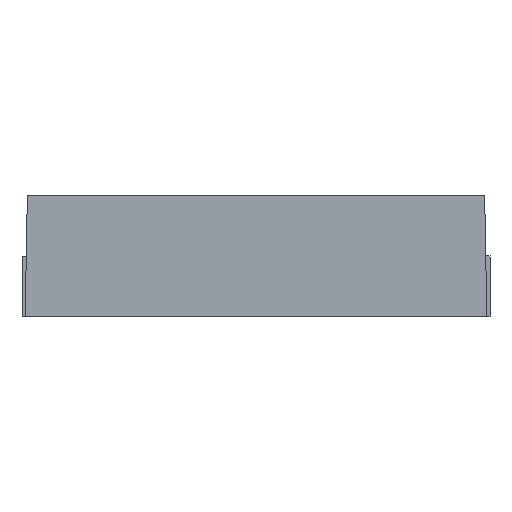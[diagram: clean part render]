
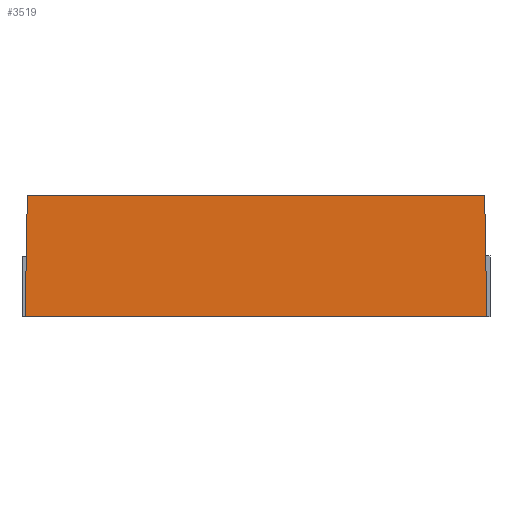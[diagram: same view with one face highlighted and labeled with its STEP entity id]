
A CAD part, front view. The second image highlights one B-rep face of the part: STEP entity #3519.
In plain terms, the highlighted face is planar.
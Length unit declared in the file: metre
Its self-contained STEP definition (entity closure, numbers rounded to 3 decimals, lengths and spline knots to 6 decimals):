
#578=ORIENTED_EDGE('',*,*,#1096,.F.);
#579=ORIENTED_EDGE('',*,*,#1097,.F.);
#580=ORIENTED_EDGE('',*,*,#1098,.T.);
#581=ORIENTED_EDGE('',*,*,#1073,.T.);
#582=ORIENTED_EDGE('',*,*,#1099,.T.);
#1073=EDGE_CURVE('',#1333,#1335,#1631,.T.);
#1096=EDGE_CURVE('',#1354,#1355,#1654,.T.);
#1097=EDGE_CURVE('',#1356,#1354,#1655,.T.);
#1098=EDGE_CURVE('',#1356,#1333,#1656,.T.);
#1099=EDGE_CURVE('',#1335,#1355,#1657,.T.);
#1333=VERTEX_POINT('',#5322);
#1335=VERTEX_POINT('',#5331);
#1354=VERTEX_POINT('',#5386);
#1355=VERTEX_POINT('',#5387);
#1356=VERTEX_POINT('',#5389);
#1631=LINE('',#5336,#1953);
#1654=LINE('',#5385,#1976);
#1655=LINE('',#5388,#1977);
#1656=LINE('',#5390,#1978);
#1657=LINE('',#5391,#1979);
#1953=VECTOR('',#4124,1.);
#1976=VECTOR('',#4165,1.);
#1977=VECTOR('',#4166,1.);
#1978=VECTOR('',#4167,1.);
#1979=VECTOR('',#4168,1.);
#2137=EDGE_LOOP('',(#578,#579,#580,#581,#582));
#2289=FACE_BOUND('',#2137,.T.);
#2422=PLANE('',#3651);
#3519=ADVANCED_FACE('',(#2289),#2422,.T.);
#3651=AXIS2_PLACEMENT_3D('',#5384,#4163,#4164);
#4124=DIRECTION('',(1.,0.,0.));
#4163=DIRECTION('',(0.,1.,0.017));
#4164=DIRECTION('',(0.,-0.017,1.));
#4165=DIRECTION('',(1.,0.,0.));
#4166=DIRECTION('',(-0.017,0.017,-1.));
#4167=DIRECTION('',(1.,0.,0.));
#4168=DIRECTION('',(0.017,0.017,-1.));
#5322=CARTESIAN_POINT('',(0.002567,0.002117,0.0019));
#5331=CARTESIAN_POINT('',(0.003567,0.002117,0.0019));
#5336=CARTESIAN_POINT('',(0.,0.002117,0.0019));
#5384=CARTESIAN_POINT('',(0.,0.00215,0.));
#5385=CARTESIAN_POINT('',(0.,0.00215,0.));
#5386=CARTESIAN_POINT('',(-0.0036,0.00215,0.));
#5387=CARTESIAN_POINT('',(0.0036,0.00215,0.));
#5388=CARTESIAN_POINT('',(-0.003599,0.002149,0.000038));
#5389=CARTESIAN_POINT('',(-0.003567,0.002117,0.0019));
#5390=CARTESIAN_POINT('',(0.,0.002117,0.0019));
#5391=CARTESIAN_POINT('',(0.003599,0.002149,0.000063));
